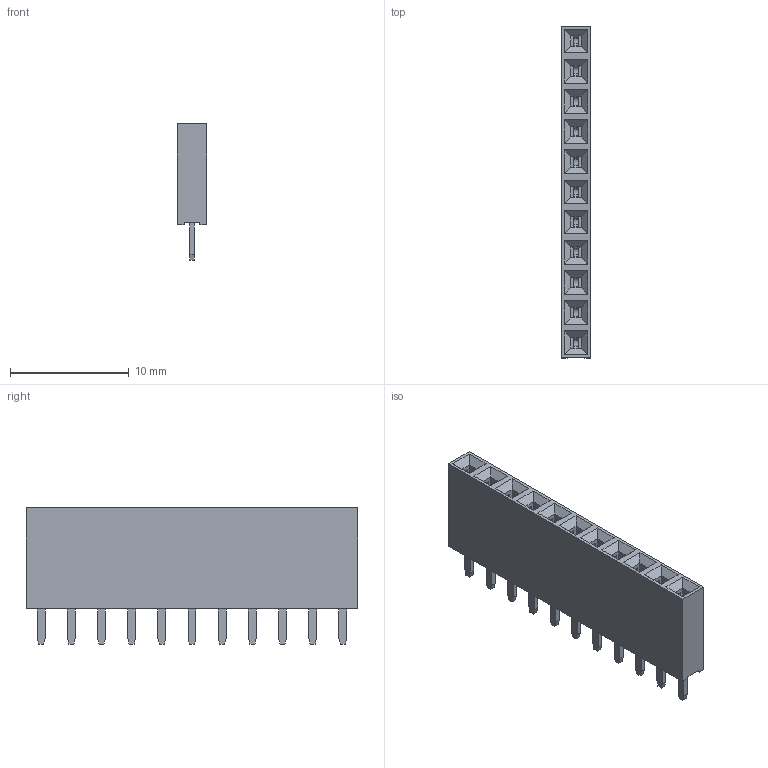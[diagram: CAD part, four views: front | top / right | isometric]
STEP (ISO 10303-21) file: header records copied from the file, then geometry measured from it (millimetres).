
FILE_DESCRIPTION(('FreeCAD Model'),'2;1');
FILE_NAME('Open CASCADE Shape Model','2023-05-12T02:55:59',( 'kicad StepUp'),('ksu MCAD'),'Open CASCADE STEP processor 7.6', 'FreeCAD','Unknown');
FILE_SCHEMA(('AUTOMOTIVE_DESIGN { 1 0 10303 214 1 1 1 1 }'));
Length unit declared in the file: millimetre
Products named in the file (13): Female_Header_1x11_P2.54_H8.5_straight; Pin_One010; Epoxy_Body010; Body078; Body079; Body080; Body081; Body082; Body083; Body084; Body085; Body086; Body
Assembly tree (12 placements, depth 2):
  Female_Header_1x11_P2.54_H8.5_straight
    Pin_One010
    Epoxy_Body010
    Body078
    Body079
    Body080
    Body081
    Body082
    Body083
    Body084
    Body085
    Body086
    Body
Bounding box: 2.5 x 27.94 x 11.5 mm (x, y, z)
Volume: 513.8 mm3; surface area: 1516 mm2
Topology: 12 solids, 12 shells, 452 faces, 1262 edges, 834 vertices
Faces by surface type: plane 329, cylinder 79, bspline 44
Entity records: 14677 total; most frequent: CARTESIAN_POINT 2737, ORIENTED_EDGE 2524, DIRECTION 2240, EDGE_CURVE 1262, LINE 1038, VECTOR 1038, VERTEX_POINT 834, AXIS2_PLACEMENT_3D 601
